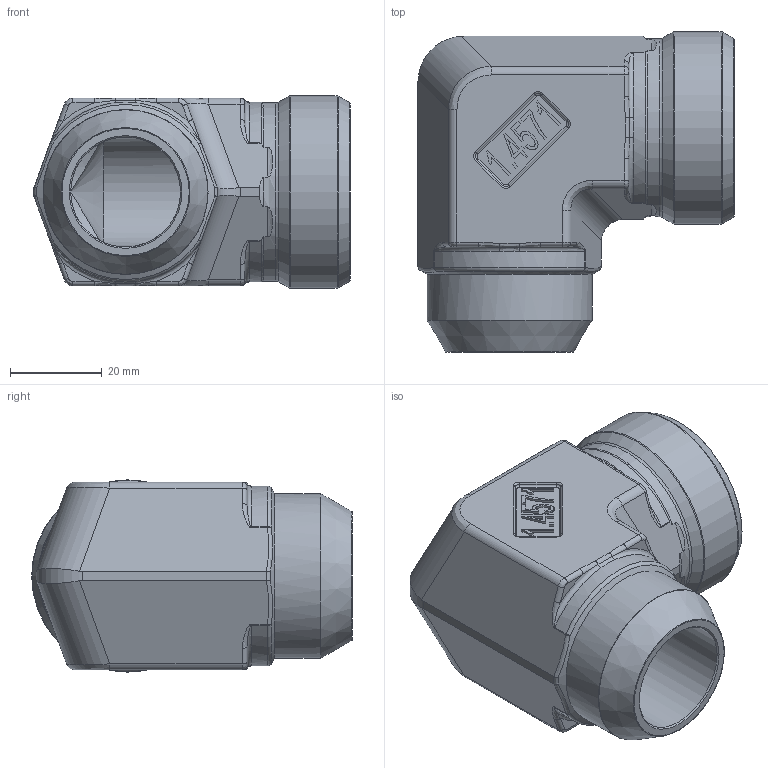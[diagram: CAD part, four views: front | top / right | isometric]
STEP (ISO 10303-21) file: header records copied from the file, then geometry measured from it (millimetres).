
FILE_DESCRIPTION(/* description */ (''),/* implementation_level */ '2;1');
FILE_NAME(/* name */ 'X-WAV30.stp',/* time_stamp */ '2025-01-16T11:44:29+01:00',/* author */ (''),/* organization */ (''),/* preprocessor_version */ 'ST-DEVELOPER v16',/* originating_system */ 'SIEMENS PLM Software NX 10.0',/* authorisation */ '');
FILE_SCHEMA (('AP203_CONFIGURATION_CONTROLLED_3D_DESIGN_OF_MECHANICAL_PARTS_AND_ASSEMBLIES_MIM_LF { 1 0 10303 403 2 1 2}'));
Length unit declared in the file: millimetre
Products named in the file (1): nwer41844EE665vy
Bounding box: 69 x 70 x 42 mm (x, y, z)
Volume: 75144.1 mm3; surface area: 21360.9 mm2
Topology: 1 solids, 1 shells, 280 faces, 701 edges, 433 vertices
Faces by surface type: plane 106, cylinder 64, bspline 46, torus 37, extrusion 13, cone 10, sphere 4
Full cylindrical faces by diameter (mm): 24 x2, 30.22 x1, 36 x1, 38.9 x1, 42 x1
Entity records: 9624 total; most frequent: CARTESIAN_POINT 3520, ORIENTED_EDGE 1336, DIRECTION 1095, EDGE_CURVE 668, AXIS2_PLACEMENT_3D 443, VERTEX_POINT 426, EDGE_LOOP 317, ADVANCED_FACE 280
